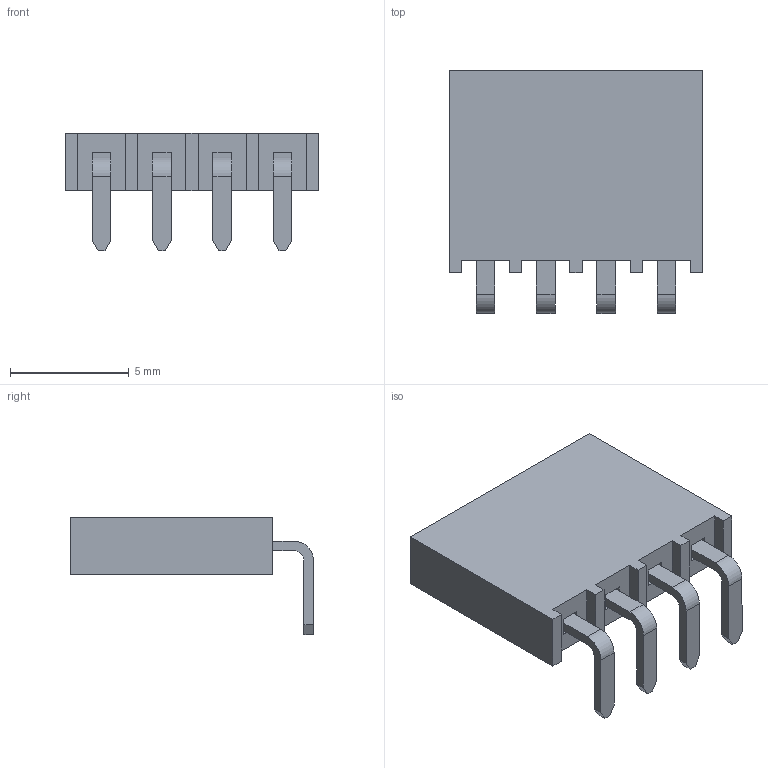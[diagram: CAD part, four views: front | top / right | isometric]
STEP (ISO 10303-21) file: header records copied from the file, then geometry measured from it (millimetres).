
FILE_DESCRIPTION(/* description */ (''),/* implementation_level */ '2;1');
FILE_NAME(/* name */ 'SAMTEC_SSW-104-02-L-S-RA.stp',/* time_stamp */ '2016-11-24T12:55:28+01:00',/* author */ ('riccim'),/* organization */ (''),/* preprocessor_version */ 'ST-DEVELOPER v15.5',/* originating_system */ 'AutoCAD Mechanical',/* authorisation */ '');
FILE_SCHEMA (('AUTOMOTIVE_DESIGN { 1 0 10303 214 3 1 1 }'));
Length unit declared in the file: millimetre
Products named in the file (1): Product
Bounding box: 10.67 x 10.24 x 4.94 mm (x, y, z)
Volume: 201.3 mm3; surface area: 472.7 mm2
Topology: 3 solids, 3 shells, 94 faces, 252 edges, 168 vertices
Faces by surface type: plane 86, cylinder 8
Entity records: 2952 total; most frequent: CARTESIAN_POINT 515, ORIENTED_EDGE 504, DIRECTION 458, EDGE_CURVE 252, LINE 236, VECTOR 236, VERTEX_POINT 168, AXIS2_PLACEMENT_3D 111
